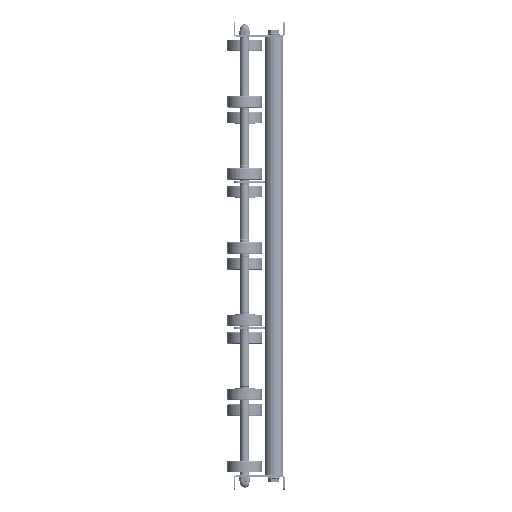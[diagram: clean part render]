
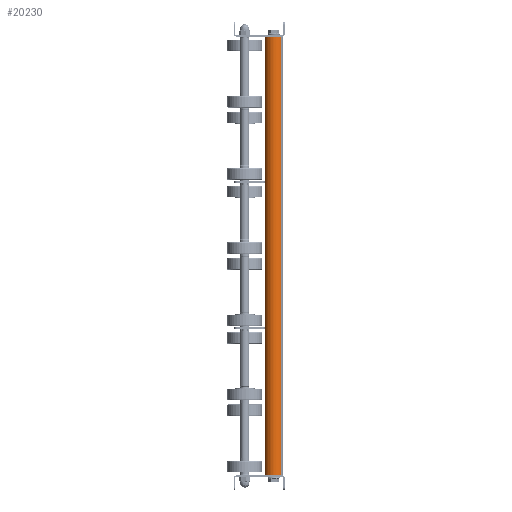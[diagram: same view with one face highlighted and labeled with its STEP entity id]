
A CAD part, left-side view. The second image highlights one B-rep face of the part: STEP entity #20230.
In plain terms, the highlighted cylindrical face has radius 12.5 mm (diameter 25 mm), a partial arc.
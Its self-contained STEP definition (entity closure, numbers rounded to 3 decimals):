
#1405 = FACE_OUTER_BOUND ( 'NONE', #15746, .T. ) ;
#1954 = CYLINDRICAL_SURFACE ( 'NONE', #23508, 12.5 ) ;
#2792 = DIRECTION ( 'NONE',  ( 1., 0., 0. ) ) ;
#2913 = EDGE_CURVE ( 'NONE', #36427, #14622, #28453, .T. ) ;
#2976 = CARTESIAN_POINT ( 'NONE',  ( 1., 0., 0. ) ) ;
#4209 = ORIENTED_EDGE ( 'NONE', *, *, #2913, .T. ) ;
#8002 = DIRECTION ( 'NONE',  ( -1., 0., 0. ) ) ;
#9525 = ORIENTED_EDGE ( 'NONE', *, *, #12137, .T. ) ;
#10148 = CARTESIAN_POINT ( 'NONE',  ( 600., 0., 0. ) ) ;
#10184 = VECTOR ( 'NONE', #8002, 1000. ) ;
#11917 = VERTEX_POINT ( 'NONE', #25916 ) ;
#12137 = EDGE_CURVE ( 'NONE', #22370, #36427, #15656, .T. ) ;
#12853 = CIRCLE ( 'NONE', #22375, 12.5 ) ;
#13044 = LINE ( 'NONE', #27743, #10184 ) ;
#14622 = VERTEX_POINT ( 'NONE', #31054 ) ;
#15656 = LINE ( 'NONE', #27376, #31825 ) ;
#15746 = EDGE_LOOP ( 'NONE', ( #36515, #30442, #9525, #4209 ) ) ;
#18362 = CARTESIAN_POINT ( 'NONE',  ( 599., 0., 0. ) ) ;
#20230 = ADVANCED_FACE ( 'NONE', ( #1405 ), #1954, .T. ) ;
#20594 = DIRECTION ( 'NONE',  ( 0., 0., -1. ) ) ;
#22370 = VERTEX_POINT ( 'NONE', #35163 ) ;
#22375 = AXIS2_PLACEMENT_3D ( 'NONE', #18362, #34690, #20594 ) ;
#23508 = AXIS2_PLACEMENT_3D ( 'NONE', #10148, #35962, #27086 ) ;
#25319 = DIRECTION ( 'NONE',  ( 0., 0., -1. ) ) ;
#25916 = CARTESIAN_POINT ( 'NONE',  ( 599., 0., -12.5 ) ) ;
#26475 = EDGE_CURVE ( 'NONE', #11917, #22370, #12853, .T. ) ;
#26693 = AXIS2_PLACEMENT_3D ( 'NONE', #2976, #2792, #25319 ) ;
#27086 = DIRECTION ( 'NONE',  ( 0., 0., 1. ) ) ;
#27376 = CARTESIAN_POINT ( 'NONE',  ( 600., 0., 12.5 ) ) ;
#27743 = CARTESIAN_POINT ( 'NONE',  ( 600., 0., -12.5 ) ) ;
#28453 = CIRCLE ( 'NONE', #26693, 12.5 ) ;
#28527 = CARTESIAN_POINT ( 'NONE',  ( 1., 0., 12.5 ) ) ;
#29613 = DIRECTION ( 'NONE',  ( -1., 0., 0. ) ) ;
#30442 = ORIENTED_EDGE ( 'NONE', *, *, #26475, .T. ) ;
#31054 = CARTESIAN_POINT ( 'NONE',  ( 1., 0., -12.5 ) ) ;
#31504 = EDGE_CURVE ( 'NONE', #11917, #14622, #13044, .T. ) ;
#31825 = VECTOR ( 'NONE', #29613, 1000. ) ;
#34690 = DIRECTION ( 'NONE',  ( -1., 0., 0. ) ) ;
#35163 = CARTESIAN_POINT ( 'NONE',  ( 599., 0., 12.5 ) ) ;
#35962 = DIRECTION ( 'NONE',  ( -1., 0., 0. ) ) ;
#36427 = VERTEX_POINT ( 'NONE', #28527 ) ;
#36515 = ORIENTED_EDGE ( 'NONE', *, *, #31504, .F. ) ;
